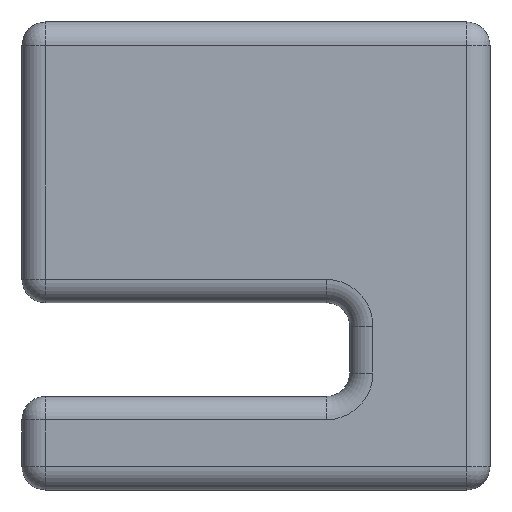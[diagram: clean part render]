
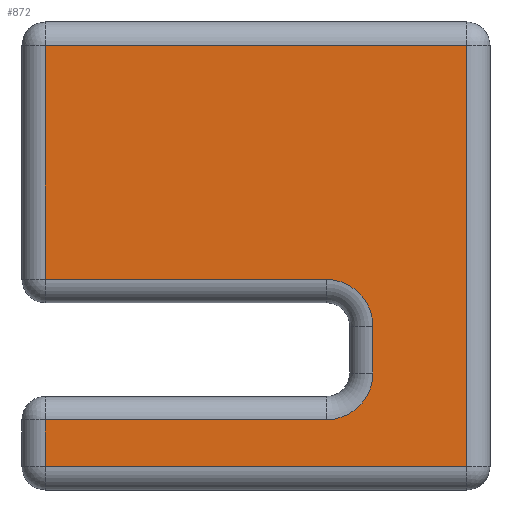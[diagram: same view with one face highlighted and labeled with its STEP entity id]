
A CAD part, front view. The second image highlights one B-rep face of the part: STEP entity #872.
In plain terms, the highlighted planar face has unit normal (0, -1, 0).
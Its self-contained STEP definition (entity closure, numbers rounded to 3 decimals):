
#81=LINE('',#1474,#136);
#87=LINE('',#1508,#142);
#92=LINE('',#1542,#147);
#97=LINE('',#1565,#152);
#99=LINE('',#1568,#154);
#102=LINE('',#1573,#157);
#104=LINE('',#1578,#159);
#107=LINE('',#1583,#162);
#136=VECTOR('',#1175,10.);
#142=VECTOR('',#1221,10.);
#147=VECTOR('',#1266,10.);
#152=VECTOR('',#1295,10.);
#154=VECTOR('',#1299,10.);
#157=VECTOR('',#1306,10.);
#159=VECTOR('',#1314,10.);
#162=VECTOR('',#1321,10.);
#173=PLANE('',#1024);
#231=FACE_OUTER_BOUND('',#289,.T.);
#289=EDGE_LOOP('',(#794,#795,#796,#797,#798,#799,#800,#801,#802,#803));
#351=CIRCLE('',#989,1.);
#361=CIRCLE('',#1006,1.);
#398=VERTEX_POINT('',#1438);
#402=VERTEX_POINT('',#1456);
#405=VERTEX_POINT('',#1465);
#411=VERTEX_POINT('',#1491);
#413=VERTEX_POINT('',#1499);
#418=VERTEX_POINT('',#1522);
#420=VERTEX_POINT('',#1526);
#422=VERTEX_POINT('',#1533);
#427=VERTEX_POINT('',#1554);
#429=VERTEX_POINT('',#1558);
#496=EDGE_CURVE('',#398,#405,#81,.T.);
#514=EDGE_CURVE('',#405,#413,#87,.T.);
#525=EDGE_CURVE('',#420,#418,#351,.T.);
#532=EDGE_CURVE('',#413,#422,#92,.T.);
#541=EDGE_CURVE('',#429,#427,#361,.T.);
#544=EDGE_CURVE('',#422,#429,#97,.T.);
#546=EDGE_CURVE('',#427,#420,#99,.T.);
#549=EDGE_CURVE('',#418,#411,#102,.T.);
#551=EDGE_CURVE('',#411,#402,#104,.T.);
#554=EDGE_CURVE('',#402,#398,#107,.T.);
#794=ORIENTED_EDGE('',*,*,#541,.F.);
#795=ORIENTED_EDGE('',*,*,#544,.F.);
#796=ORIENTED_EDGE('',*,*,#532,.F.);
#797=ORIENTED_EDGE('',*,*,#514,.F.);
#798=ORIENTED_EDGE('',*,*,#496,.F.);
#799=ORIENTED_EDGE('',*,*,#554,.F.);
#800=ORIENTED_EDGE('',*,*,#551,.F.);
#801=ORIENTED_EDGE('',*,*,#549,.F.);
#802=ORIENTED_EDGE('',*,*,#525,.F.);
#803=ORIENTED_EDGE('',*,*,#546,.F.);
#872=ADVANCED_FACE('',(#231),#173,.T.);
#989=AXIS2_PLACEMENT_3D('',#1528,#1247,#1248);
#1006=AXIS2_PLACEMENT_3D('',#1560,#1287,#1288);
#1024=AXIS2_PLACEMENT_3D('',#1592,#1337,#1338);
#1175=DIRECTION('',(0.,0.,-1.));
#1221=DIRECTION('',(-1.,0.,0.));
#1247=DIRECTION('center_axis',(0.,-1.,0.));
#1248=DIRECTION('ref_axis',(0.707,0.,0.707));
#1266=DIRECTION('',(0.,0.,1.));
#1287=DIRECTION('center_axis',(0.,-1.,0.));
#1288=DIRECTION('ref_axis',(0.707,0.,-0.707));
#1295=DIRECTION('',(1.,0.,0.));
#1299=DIRECTION('',(0.,0.,1.));
#1306=DIRECTION('',(-1.,0.,0.));
#1314=DIRECTION('',(0.,0.,1.));
#1321=DIRECTION('',(1.,0.,0.));
#1337=DIRECTION('center_axis',(0.,-1.,0.));
#1338=DIRECTION('ref_axis',(0.,0.,-1.));
#1438=CARTESIAN_POINT('',(4.5,-1.,4.5));
#1456=CARTESIAN_POINT('',(-4.5,-1.,4.5));
#1465=CARTESIAN_POINT('',(4.5,-1.,-4.5));
#1474=CARTESIAN_POINT('',(4.5,-1.,2.5));
#1491=CARTESIAN_POINT('',(-4.5,-1.,-0.5));
#1499=CARTESIAN_POINT('',(-4.5,-1.,-4.5));
#1508=CARTESIAN_POINT('',(2.5,-1.,-4.5));
#1522=CARTESIAN_POINT('',(1.5,-1.,-0.5));
#1526=CARTESIAN_POINT('',(2.5,-1.,-1.5));
#1528=CARTESIAN_POINT('Origin',(1.5,-1.,-1.5));
#1533=CARTESIAN_POINT('',(-4.5,-1.,-3.5));
#1542=CARTESIAN_POINT('',(-4.5,-1.,-2.5));
#1554=CARTESIAN_POINT('',(2.5,-1.,-2.5));
#1558=CARTESIAN_POINT('',(1.5,-1.,-3.5));
#1560=CARTESIAN_POINT('Origin',(1.5,-1.,-2.5));
#1565=CARTESIAN_POINT('',(1.,-1.,-3.5));
#1568=CARTESIAN_POINT('',(2.5,-1.,-0.5));
#1573=CARTESIAN_POINT('',(-2.5,-1.,-0.5));
#1578=CARTESIAN_POINT('',(-4.5,-1.,-2.5));
#1583=CARTESIAN_POINT('',(-2.5,-1.,4.5));
#1592=CARTESIAN_POINT('Origin',(0.,-1.,0.));
